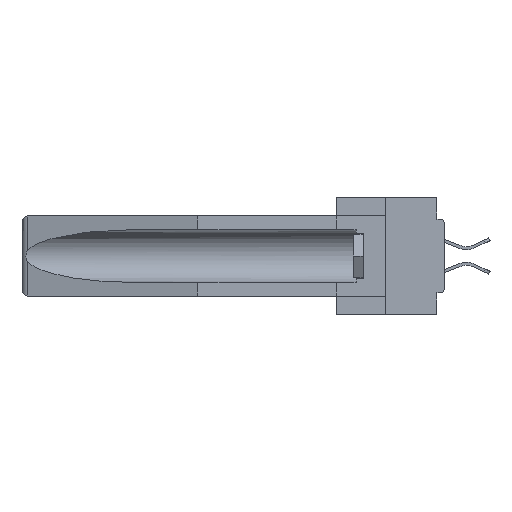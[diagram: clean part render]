
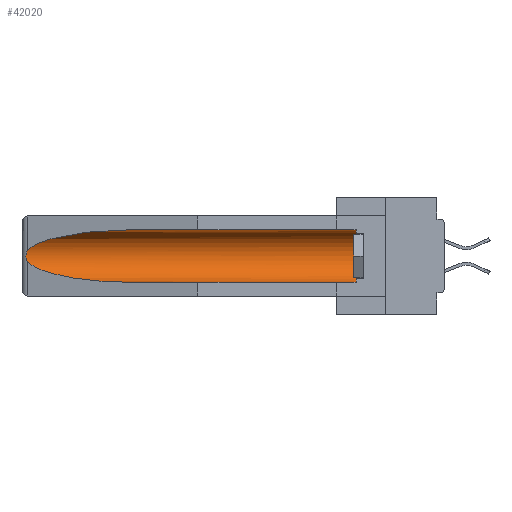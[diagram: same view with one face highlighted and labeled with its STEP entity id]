
A CAD part, left-side view. The second image highlights one B-rep face of the part: STEP entity #42020.
In plain terms, the highlighted cylindrical face has radius 2.857 mm (diameter 5.715 mm), a partial arc.
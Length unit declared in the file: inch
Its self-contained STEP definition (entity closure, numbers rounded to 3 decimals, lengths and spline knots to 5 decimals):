
#96 = CARTESIAN_POINT ( 'NONE',  ( 0.2675, 1.53308, -0.17534 ) ) ;
#277 = CIRCLE ( 'NONE', #29271, 0.1125 ) ;
#384 = AXIS2_PLACEMENT_3D ( 'NONE', #32541, #43650, #28544 ) ;
#2619 = VERTEX_POINT ( 'NONE', #29009 ) ;
#3794 = CARTESIAN_POINT ( 'NONE',  ( 0.26654, 1.53092, -0.15636 ) ) ;
#3950 = CARTESIAN_POINT ( 'NONE',  ( 0.26597, 1.5296, -0.19026 ) ) ;
#4188 = VERTEX_POINT ( 'NONE', #32979 ) ;
#4307 = CARTESIAN_POINT ( 'NONE',  ( 0.155, 1.07973, -0.284 ) ) ;
#4451 = ORIENTED_EDGE ( 'NONE', *, *, #14174, .T. ) ;
#5448 = CARTESIAN_POINT ( 'NONE',  ( 0.155, 0.126, -0.059 ) ) ;
#7540 = CARTESIAN_POINT ( 'NONE',  ( 0.25451, 1.48313, -0.24835 ) ) ;
#8334 = EDGE_LOOP ( 'NONE', ( #22290, #17402, #32644, #14670, #39703, #4451 ) ) ;
#8399 = CARTESIAN_POINT ( 'NONE',  ( 0.155, 0.126, -0.1715 ) ) ;
#10537 = CARTESIAN_POINT ( 'NONE',  ( 0.2673, 1.53269, -0.17917 ) ) ;
#10925 = VERTEX_POINT ( 'NONE', #5448 ) ;
#11520 = CARTESIAN_POINT ( 'NONE',  ( 0.26537, 1.52718, -0.19328 ) ) ;
#12240 = DIRECTION ( 'NONE',  ( 0., 0., 1. ) ) ;
#13404 = EDGE_CURVE ( 'NONE', #2619, #10925, #277, .T. ) ;
#13479 = CARTESIAN_POINT ( 'NONE',  ( 0.155, 1.07973, -0.059 ) ) ;
#13771 = CARTESIAN_POINT ( 'NONE',  ( 0.25451, 1.48313, -0.09465 ) ) ;
#14052 = CARTESIAN_POINT ( 'NONE',  ( 0.26597, 1.52961, -0.15275 ) ) ;
#14174 = EDGE_CURVE ( 'NONE', #10925, #30442, #38447, .T. ) ;
#14670 = ORIENTED_EDGE ( 'NONE', *, *, #41291, .F. ) ;
#14889 = CARTESIAN_POINT ( 'NONE',  ( 0.155, -0.30754, -0.059 ) ) ;
#15062 = LINE ( 'NONE', #29760, #42970 ) ;
#15161 = CARTESIAN_POINT ( 'NONE',  ( 0.21114, 1.30732, -0.284 ) ) ;
#15562 = FACE_OUTER_BOUND ( 'NONE', #8334, .T. ) ;
#17402 = ORIENTED_EDGE ( 'NONE', *, *, #37563, .T. ) ;
#17732 = EDGE_CURVE ( 'NONE', #30442, #36352, #33740, .T. ) ;
#17840 = CYLINDRICAL_SURFACE ( 'NONE', #384, 0.1125 ) ;
#18401 = DIRECTION ( 'NONE',  ( 0., 1., 0. ) ) ;
#20175 = VERTEX_POINT ( 'NONE', #42492 ) ;
#20369 = DIRECTION ( 'NONE',  ( 0., 1., 0. ) ) ;
#21376 = VECTOR ( 'NONE', #18401, 39.37008 ) ;
#22176 = CARTESIAN_POINT ( 'NONE',  ( 0.26537, 1.52718, -0.19328 ) ) ;
#22290 = ORIENTED_EDGE ( 'NONE', *, *, #17732, .T. ) ;
#27339 = B_SPLINE_CURVE_WITH_KNOTS ( 'NONE', 3,
 ( #35697, #14052, #3794, #46938, #36154, #96, #10537, #29279, #3950, #22176 ),
 .UNSPECIFIED., .F., .F.,
 ( 4, 2, 2, 2, 4 ),
 ( 0., 0.00029, 0.00058, 0.00087, 0.00117 ),
 .UNSPECIFIED. ) ;
#28236 = CARTESIAN_POINT ( 'NONE',  ( 0.21114, 1.30732, -0.059 ) ) ;
#28544 = DIRECTION ( 'NONE',  ( 0., 0., 1. ) ) ;
#29009 = CARTESIAN_POINT ( 'NONE',  ( 0.155, 0.126, -0.284 ) ) ;
#29271 = AXIS2_PLACEMENT_3D ( 'NONE', #8399, #34017, #12240 ) ;
#29279 = CARTESIAN_POINT ( 'NONE',  ( 0.26655, 1.53094, -0.18657 ) ) ;
#29760 = CARTESIAN_POINT ( 'NONE',  ( 0.155, -0.30754, -0.284 ) ) ;
#30442 = VERTEX_POINT ( 'NONE', #38463 ) ;
#32541 = CARTESIAN_POINT ( 'NONE',  ( 0.155, -0.30754, -0.1715 ) ) ;
#32644 = ORIENTED_EDGE ( 'NONE', *, *, #46409, .T. ) ;
#32979 = CARTESIAN_POINT ( 'NONE',  ( 0.155, 1.07973, -0.284 ) ) ;
#33434 = CARTESIAN_POINT ( 'NONE',  ( 0.26537, 1.52718, -0.14972 ) ) ;
#33740 =( BOUNDED_CURVE ( )  B_SPLINE_CURVE ( 3, ( #13479, #28236, #13771, #45892 ),
 .UNSPECIFIED., .F., .F. ) 
 B_SPLINE_CURVE_WITH_KNOTS ( ( 4, 4 ),
 ( 4.71239, 6.08839 ),
 .UNSPECIFIED. ) 
 CURVE ( )  GEOMETRIC_REPRESENTATION_ITEM ( )  RATIONAL_B_SPLINE_CURVE ( ( 1., 0.848, 0.848, 1. ) ) 
 REPRESENTATION_ITEM ( '' )  );
#34017 = DIRECTION ( 'NONE',  ( 0., -1., 0. ) ) ;
#35697 = CARTESIAN_POINT ( 'NONE',  ( 0.26537, 1.52718, -0.14972 ) ) ;
#35822 =( BOUNDED_CURVE ( )  B_SPLINE_CURVE ( 3, ( #11520, #7540, #15161, #4307 ),
 .UNSPECIFIED., .F., .F. ) 
 B_SPLINE_CURVE_WITH_KNOTS ( ( 4, 4 ),
 ( 0.1948, 1.5708 ),
 .UNSPECIFIED. ) 
 CURVE ( )  GEOMETRIC_REPRESENTATION_ITEM ( )  RATIONAL_B_SPLINE_CURVE ( ( 1., 0.848, 0.848, 1. ) ) 
 REPRESENTATION_ITEM ( '' )  );
#36154 = CARTESIAN_POINT ( 'NONE',  ( 0.2675, 1.53308, -0.16763 ) ) ;
#36352 = VERTEX_POINT ( 'NONE', #33434 ) ;
#37563 = EDGE_CURVE ( 'NONE', #36352, #20175, #27339, .T. ) ;
#38447 = LINE ( 'NONE', #14889, #21376 ) ;
#38463 = CARTESIAN_POINT ( 'NONE',  ( 0.155, 1.07973, -0.059 ) ) ;
#39703 = ORIENTED_EDGE ( 'NONE', *, *, #13404, .T. ) ;
#41291 = EDGE_CURVE ( 'NONE', #2619, #4188, #15062, .T. ) ;
#42020 = ADVANCED_FACE ( 'NONE', ( #15562 ), #17840, .F. ) ;
#42492 = CARTESIAN_POINT ( 'NONE',  ( 0.26537, 1.52718, -0.19328 ) ) ;
#42970 = VECTOR ( 'NONE', #20369, 39.37008 ) ;
#43650 = DIRECTION ( 'NONE',  ( 0., 1., 0. ) ) ;
#45892 = CARTESIAN_POINT ( 'NONE',  ( 0.26537, 1.52718, -0.14972 ) ) ;
#46409 = EDGE_CURVE ( 'NONE', #20175, #4188, #35822, .T. ) ;
#46938 = CARTESIAN_POINT ( 'NONE',  ( 0.2673, 1.5327, -0.16383 ) ) ;
